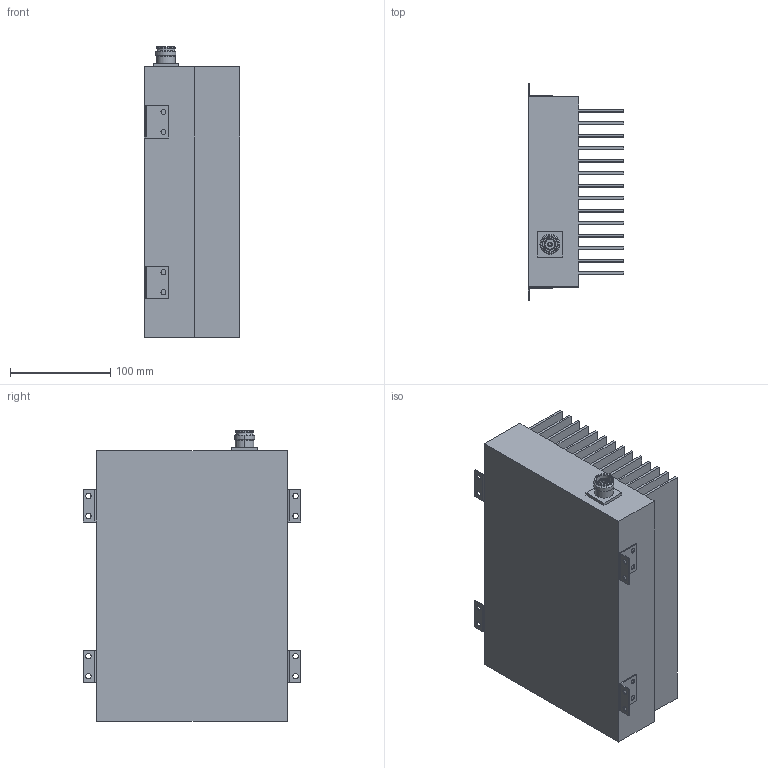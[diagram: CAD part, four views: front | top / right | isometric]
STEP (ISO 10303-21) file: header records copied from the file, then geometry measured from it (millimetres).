
FILE_DESCRIPTION (( 'STEP AP214' ), '1' );
FILE_NAME ('FMTR1157_3D.step', '2023-03-13T23:54:32', ( '' ), ( '' ), 'SwSTEP 2.0', 'SolidWorks 2022', '' );
FILE_SCHEMA (( 'AUTOMOTIVE_DESIGN' ));
Length unit declared in the file: inch
Products named in the file (7): Copy (4) of Bracket^FMTR1157; Copy of jt-0162-b_1^FMTR1157; Copy of Bracket^FMTR1157; FMTR1157_3D; Copy of QT-0309^FMTR1157; Copy (3) of Bracket^FMTR1157; Copy (2) of Bracket^FMTR1157
Assembly tree (6 placements, depth 2):
  FMTR1157_3D
    Copy of QT-0309^FMTR1157
    Copy of jt-0162-b_1^FMTR1157
    Copy of Bracket^FMTR1157
    Copy (2) of Bracket^FMTR1157
    Copy (3) of Bracket^FMTR1157
    Copy (4) of Bracket^FMTR1157
Bounding box: 95 x 217 x 290.1 mm (x, y, z)
Volume: 2999688.9 mm3; surface area: 504121.3 mm2
Topology: 6 solids, 6 shells, 190 faces, 490 edges, 320 vertices
Faces by surface type: plane 108, cylinder 60, cone 18, bspline 4
Entity records: 6232 total; most frequent: CARTESIAN_POINT 1101, DIRECTION 1020, ORIENTED_EDGE 980, EDGE_CURVE 490, VECTOR 342, LINE 342, AXIS2_PLACEMENT_3D 339, VERTEX_POINT 320
